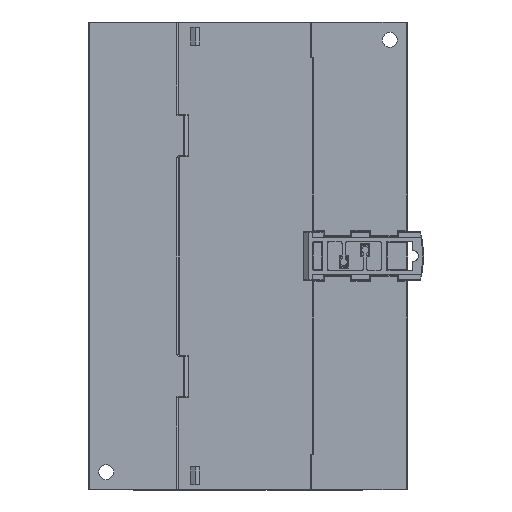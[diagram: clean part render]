
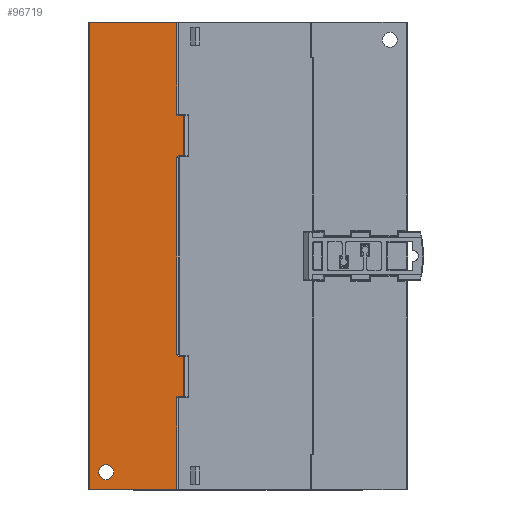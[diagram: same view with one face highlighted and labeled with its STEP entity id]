
A CAD part, front view. The second image highlights one B-rep face of the part: STEP entity #96719.
In plain terms, the highlighted planar face has unit normal (0, -1, 0).
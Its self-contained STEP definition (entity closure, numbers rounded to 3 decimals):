
#14985 = AXIS2_PLACEMENT_3D ( 'NONE', #46586, #46581, #46592 ) ;
#28433 = FACE_BOUND ( 'NONE', #102783, .T. ) ;
#28436 = FACE_OUTER_BOUND ( 'NONE', #102808, .T. ) ;
#28725 =( BOUNDED_CURVE ( )  B_SPLINE_CURVE ( 3, ( #111702, #111698, #111679, #111704 ),
 .UNSPECIFIED., .F., .F. ) 
 B_SPLINE_CURVE_WITH_KNOTS ( ( 4, 4 ),
 ( 0., 1.571 ),
 .UNSPECIFIED. ) 
 CURVE ( )  GEOMETRIC_REPRESENTATION_ITEM ( )  RATIONAL_B_SPLINE_CURVE ( ( 1., 0.805, 0.805, 1. ) ) 
 REPRESENTATION_ITEM ( '' )  );
#28726 =( BOUNDED_CURVE ( )  B_SPLINE_CURVE ( 3, ( #111711, #111701, #111703, #111714 ),
 .UNSPECIFIED., .F., .F. ) 
 B_SPLINE_CURVE_WITH_KNOTS ( ( 4, 4 ),
 ( 4.712, 6.283 ),
 .UNSPECIFIED. ) 
 CURVE ( )  GEOMETRIC_REPRESENTATION_ITEM ( )  RATIONAL_B_SPLINE_CURVE ( ( 1., 0.805, 0.805, 1. ) ) 
 REPRESENTATION_ITEM ( '' )  );
#46581 = DIRECTION ( 'NONE',  ( 0., 1., 0. ) ) ;
#46586 = CARTESIAN_POINT ( 'NONE',  ( -18.102, -10., 66. ) ) ;
#46589 = PLANE ( 'NONE',  #14985 ) ;
#46592 = DIRECTION ( 'NONE',  ( -1., 0., 0. ) ) ;
#54402 = ORIENTED_EDGE ( 'NONE', *, *, #144115, .T. ) ;
#54404 = ORIENTED_EDGE ( 'NONE', *, *, #144596, .T. ) ;
#54406 = ORIENTED_EDGE ( 'NONE', *, *, #144598, .T. ) ;
#54408 = ORIENTED_EDGE ( 'NONE', *, *, #144601, .T. ) ;
#54410 = ORIENTED_EDGE ( 'NONE', *, *, #144602, .F. ) ;
#54412 = ORIENTED_EDGE ( 'NONE', *, *, #144604, .T. ) ;
#54414 = ORIENTED_EDGE ( 'NONE', *, *, #144607, .T. ) ;
#54416 = ORIENTED_EDGE ( 'NONE', *, *, #144609, .T. ) ;
#54418 = ORIENTED_EDGE ( 'NONE', *, *, #144611, .T. ) ;
#54420 = ORIENTED_EDGE ( 'NONE', *, *, #144614, .F. ) ;
#54423 = ORIENTED_EDGE ( 'NONE', *, *, #144616, .T. ) ;
#54426 = ORIENTED_EDGE ( 'NONE', *, *, #144617, .F. ) ;
#54428 = ORIENTED_EDGE ( 'NONE', *, *, #144620, .T. ) ;
#54431 = ORIENTED_EDGE ( 'NONE', *, *, #144622, .F. ) ;
#54434 = ORIENTED_EDGE ( 'NONE', *, *, #144624, .T. ) ;
#54436 = ORIENTED_EDGE ( 'NONE', *, *, #144627, .F. ) ;
#85237 = VERTEX_POINT ( 'NONE', #122640 ) ;
#96719 = ADVANCED_FACE ( 'NONE', ( #28433, #28436 ), #46589, .F. ) ;
#96859 = CIRCLE ( 'NONE', #107646, 2.1 ) ;
#97261 = LINE ( 'NONE', #111674, #97357 ) ;
#97348 = CIRCLE ( 'NONE', #107731, 2.1 ) ;
#97350 = LINE ( 'NONE', #111577, #97353 ) ;
#97351 = LINE ( 'NONE', #111673, #97374 ) ;
#97353 = VECTOR ( 'NONE', #111561, 1000. ) ;
#97355 = LINE ( 'NONE', #111683, #97359 ) ;
#97357 = VECTOR ( 'NONE', #111681, 1000. ) ;
#97358 = LINE ( 'NONE', #111685, #97361 ) ;
#97359 = VECTOR ( 'NONE', #111684, 1000. ) ;
#97360 = LINE ( 'NONE', #111687, #97363 ) ;
#97361 = VECTOR ( 'NONE', #111686, 1000. ) ;
#97362 = LINE ( 'NONE', #111689, #97365 ) ;
#97363 = VECTOR ( 'NONE', #111688, 1000. ) ;
#97364 = LINE ( 'NONE', #111692, #97367 ) ;
#97365 = VECTOR ( 'NONE', #111690, 1000. ) ;
#97366 = LINE ( 'NONE', #111697, #97370 ) ;
#97367 = VECTOR ( 'NONE', #111695, 1000. ) ;
#97368 = LINE ( 'NONE', #111705, #97372 ) ;
#97370 = VECTOR ( 'NONE', #111699, 1000. ) ;
#97372 = VECTOR ( 'NONE', #111708, 1000. ) ;
#97374 = VECTOR ( 'NONE', #111700, 1000. ) ;
#97376 = LINE ( 'NONE', #111715, #97377 ) ;
#97377 = VECTOR ( 'NONE', #111716, 1000. ) ;
#97379 = LINE ( 'NONE', #111717, #97381 ) ;
#97381 = VECTOR ( 'NONE', #111718, 1000. ) ;
#102783 = EDGE_LOOP ( 'NONE', ( #54402, #54404 ) ) ;
#102808 = EDGE_LOOP ( 'NONE', ( #54406, #54408, #54410, #54412, #54414, #54416, #54418, #54420, #54423, #54426, #54428, #54431, #54434, #54436 ) ) ;
#107646 = AXIS2_PLACEMENT_3D ( 'NONE', #110862, #110863, #110864 ) ;
#107731 = AXIS2_PLACEMENT_3D ( 'NONE', #111675, #111676, #111677 ) ;
#110862 = CARTESIAN_POINT ( 'NONE',  ( -40., -10., -61. ) ) ;
#110863 = DIRECTION ( 'NONE',  ( 0., 1., 0. ) ) ;
#110864 = DIRECTION ( 'NONE',  ( -1., 0., 0. ) ) ;
#111561 = DIRECTION ( 'NONE',  ( -1., 0., 0. ) ) ;
#111577 = CARTESIAN_POINT ( 'NONE',  ( -19.731, -10., 39.7 ) ) ;
#111673 = CARTESIAN_POINT ( 'NONE',  ( -19.731, -10., -28.3 ) ) ;
#111674 = CARTESIAN_POINT ( 'NONE',  ( -20.028, -10., 65.913 ) ) ;
#111675 = CARTESIAN_POINT ( 'NONE',  ( -40., -10., -61. ) ) ;
#111676 = DIRECTION ( 'NONE',  ( 0., 1., 0. ) ) ;
#111677 = DIRECTION ( 'NONE',  ( -1., 0., 0. ) ) ;
#111679 = CARTESIAN_POINT ( 'NONE',  ( -19.779, -10., -28.3 ) ) ;
#111681 = DIRECTION ( 'NONE',  ( 0., 0., 1. ) ) ;
#111683 = CARTESIAN_POINT ( 'NONE',  ( 32.5, -10., 65.913 ) ) ;
#111684 = DIRECTION ( 'NONE',  ( 1., 0., 0. ) ) ;
#111685 = CARTESIAN_POINT ( 'NONE',  ( -44.615, -10., 66. ) ) ;
#111686 = DIRECTION ( 'NONE',  ( 0., 0., -1. ) ) ;
#111687 = CARTESIAN_POINT ( 'NONE',  ( 32.5, -10., -65.913 ) ) ;
#111688 = DIRECTION ( 'NONE',  ( 1., 0., 0. ) ) ;
#111689 = CARTESIAN_POINT ( 'NONE',  ( -20.028, -10., -40. ) ) ;
#111690 = DIRECTION ( 'NONE',  ( 0., 0., 1. ) ) ;
#111692 = CARTESIAN_POINT ( 'NONE',  ( -18.102, -10., -39.7 ) ) ;
#111695 = DIRECTION ( 'NONE',  ( 1., 0., 0. ) ) ;
#111697 = CARTESIAN_POINT ( 'NONE',  ( -18.102, -10., 66. ) ) ;
#111698 = CARTESIAN_POINT ( 'NONE',  ( -20.028, -10., -28.051 ) ) ;
#111699 = DIRECTION ( 'NONE',  ( 0., 0., -1. ) ) ;
#111700 = DIRECTION ( 'NONE',  ( -1., 0., 0. ) ) ;
#111701 = CARTESIAN_POINT ( 'NONE',  ( -19.779, -10., 28.3 ) ) ;
#111702 = CARTESIAN_POINT ( 'NONE',  ( -20.028, -10., -27.7 ) ) ;
#111703 = CARTESIAN_POINT ( 'NONE',  ( -20.028, -10., 28.051 ) ) ;
#111704 = CARTESIAN_POINT ( 'NONE',  ( -19.428, -10., -28.3 ) ) ;
#111705 = CARTESIAN_POINT ( 'NONE',  ( -20.028, -10., 28. ) ) ;
#111708 = DIRECTION ( 'NONE',  ( 0., 0., 1. ) ) ;
#111711 = CARTESIAN_POINT ( 'NONE',  ( -19.428, -10., 28.3 ) ) ;
#111714 = CARTESIAN_POINT ( 'NONE',  ( -20.028, -10., 27.7 ) ) ;
#111715 = CARTESIAN_POINT ( 'NONE',  ( -18.102, -10., 28.3 ) ) ;
#111716 = DIRECTION ( 'NONE',  ( 1., 0., 0. ) ) ;
#111717 = CARTESIAN_POINT ( 'NONE',  ( -18.102, -10., 66. ) ) ;
#111718 = DIRECTION ( 'NONE',  ( 0., 0., -1. ) ) ;
#122640 = CARTESIAN_POINT ( 'NONE',  ( -18.102, -10., 39.7 ) ) ;
#138475 = CARTESIAN_POINT ( 'NONE',  ( -44.615, -10., 65.913 ) ) ;
#138575 = CARTESIAN_POINT ( 'NONE',  ( -20.028, -10., 65.913 ) ) ;
#138602 = CARTESIAN_POINT ( 'NONE',  ( -44.615, -10., -65.913 ) ) ;
#138608 = CARTESIAN_POINT ( 'NONE',  ( -20.028, -10., -39.7 ) ) ;
#138630 = CARTESIAN_POINT ( 'NONE',  ( -20.028, -10., -65.913 ) ) ;
#138633 = CARTESIAN_POINT ( 'NONE',  ( -18.102, -10., -39.7 ) ) ;
#138637 = CARTESIAN_POINT ( 'NONE',  ( -19.428, -10., 28.3 ) ) ;
#138640 = CARTESIAN_POINT ( 'NONE',  ( -19.428, -10., -28.3 ) ) ;
#138685 = CARTESIAN_POINT ( 'NONE',  ( -20.028, -10., 27.7 ) ) ;
#138953 = CARTESIAN_POINT ( 'NONE',  ( -20.028, -10., -27.7 ) ) ;
#138966 = CARTESIAN_POINT ( 'NONE',  ( -18.102, -10., -28.3 ) ) ;
#138971 = CARTESIAN_POINT ( 'NONE',  ( -20.028, -10., 39.7 ) ) ;
#139404 = CARTESIAN_POINT ( 'NONE',  ( -40., -10., -63.1 ) ) ;
#139445 = CARTESIAN_POINT ( 'NONE',  ( -40., -10., -58.9 ) ) ;
#139454 = CARTESIAN_POINT ( 'NONE',  ( -18.102, -10., 28.3 ) ) ;
#144115 = EDGE_CURVE ( 'NONE', #149559, #149596, #96859, .T. ) ;
#144596 = EDGE_CURVE ( 'NONE', #149596, #149559, #97348, .T. ) ;
#144598 = EDGE_CURVE ( 'NONE', #85237, #149281, #97350, .T. ) ;
#144601 = EDGE_CURVE ( 'NONE', #149281, #149160, #97261, .T. ) ;
#144602 = EDGE_CURVE ( 'NONE', #149130, #149160, #97355, .T. ) ;
#144604 = EDGE_CURVE ( 'NONE', #149130, #149168, #97358, .T. ) ;
#144607 = EDGE_CURVE ( 'NONE', #149168, #149177, #97360, .T. ) ;
#144609 = EDGE_CURVE ( 'NONE', #149177, #149170, #97362, .T. ) ;
#144611 = EDGE_CURVE ( 'NONE', #149170, #149178, #97364, .T. ) ;
#144614 = EDGE_CURVE ( 'NONE', #149279, #149178, #97366, .T. ) ;
#144616 = EDGE_CURVE ( 'NONE', #149279, #149180, #97351, .T. ) ;
#144617 = EDGE_CURVE ( 'NONE', #149275, #149180, #28725, .T. ) ;
#144620 = EDGE_CURVE ( 'NONE', #149275, #149193, #97368, .T. ) ;
#144622 = EDGE_CURVE ( 'NONE', #149179, #149193, #28726, .T. ) ;
#144624 = EDGE_CURVE ( 'NONE', #149179, #149606, #97376, .T. ) ;
#144627 = EDGE_CURVE ( 'NONE', #85237, #149606, #97379, .T. ) ;
#149130 = VERTEX_POINT ( 'NONE', #138475 ) ;
#149160 = VERTEX_POINT ( 'NONE', #138575 ) ;
#149168 = VERTEX_POINT ( 'NONE', #138602 ) ;
#149170 = VERTEX_POINT ( 'NONE', #138608 ) ;
#149177 = VERTEX_POINT ( 'NONE', #138630 ) ;
#149178 = VERTEX_POINT ( 'NONE', #138633 ) ;
#149179 = VERTEX_POINT ( 'NONE', #138637 ) ;
#149180 = VERTEX_POINT ( 'NONE', #138640 ) ;
#149193 = VERTEX_POINT ( 'NONE', #138685 ) ;
#149275 = VERTEX_POINT ( 'NONE', #138953 ) ;
#149279 = VERTEX_POINT ( 'NONE', #138966 ) ;
#149281 = VERTEX_POINT ( 'NONE', #138971 ) ;
#149559 = VERTEX_POINT ( 'NONE', #139404 ) ;
#149596 = VERTEX_POINT ( 'NONE', #139445 ) ;
#149606 = VERTEX_POINT ( 'NONE', #139454 ) ;
